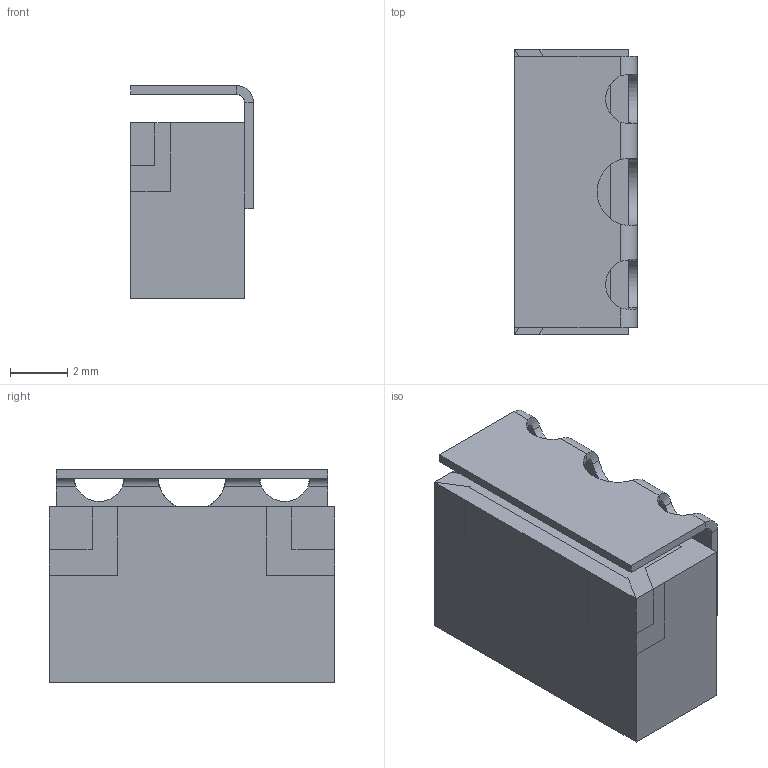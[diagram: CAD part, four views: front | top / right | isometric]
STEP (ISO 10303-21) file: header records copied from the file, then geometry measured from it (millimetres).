
FILE_DESCRIPTION(('STEP AP203'), '1');
FILE_NAME('ÍØÁÀ.434834.001-07.01_Ôèëüòð ÔÊÏ1-201-07-1,56-110', '', ('UNSPECIFIED'), ('UNSPECIFIED'), 'ASCON STEP Converter 1.6', 'ASCON Math Kernel', '');
FILE_SCHEMA(('CONFIG_CONTROL_DESIGN'));
Length unit declared in the file: millimetre
Products named in the file (1): НШБА.434834.001-07.01_Фильтр ФКП1-201-07-1,56-110
Bounding box: 4.3 x 10 x 7.45 mm (x, y, z)
Volume: 266.3 mm3; surface area: 347.8 mm2
Topology: 1 solids, 1 shells, 328 faces, 866 edges, 564 vertices
Faces by surface type: plane 248, bspline 60, cylinder 20
Entity records: 18088 total; most frequent: CARTESIAN_POINT 7786, ORIENTED_EDGE 1732, DIRECTION 1269, EDGE_CURVE 866, LINE 671, VECTOR 671, VERTEX_POINT 564, FACE_BOUND 358
